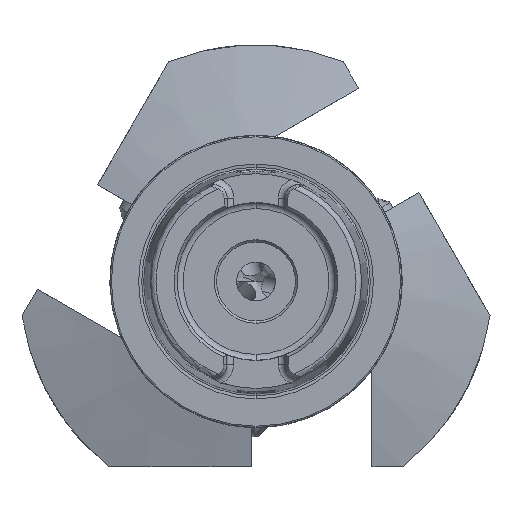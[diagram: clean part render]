
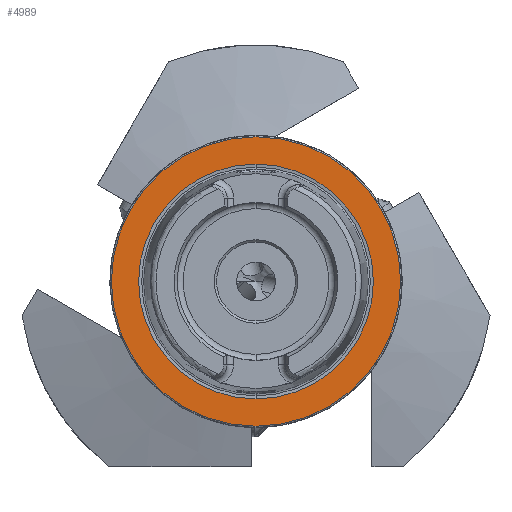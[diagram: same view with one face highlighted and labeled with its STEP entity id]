
A CAD part, left-side view. The second image highlights one B-rep face of the part: STEP entity #4989.
In plain terms, the highlighted planar face has unit normal (-1, 0, 0).
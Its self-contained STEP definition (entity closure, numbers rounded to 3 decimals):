
#221 = CARTESIAN_POINT ( 'NONE',  ( 0., 0., 0. ) ) ;
#222 = DIRECTION ( 'NONE',  ( -1., 0., 0. ) ) ;
#223 = DIRECTION ( 'NONE',  ( 0., 0., 1. ) ) ;
#233 = CARTESIAN_POINT ( 'NONE',  ( 0., 0., 0. ) ) ;
#234 = DIRECTION ( 'NONE',  ( -1., 0., 0. ) ) ;
#235 = DIRECTION ( 'NONE',  ( 0., 0., 1. ) ) ;
#605 = CIRCLE ( 'NONE', #609, 25.324 ) ;
#609 = AXIS2_PLACEMENT_3D ( 'NONE', #221, #222, #223 ) ;
#613 = CIRCLE ( 'NONE', #616, 31.2 ) ;
#616 = AXIS2_PLACEMENT_3D ( 'NONE', #233, #234, #235 ) ;
#1195 = CARTESIAN_POINT ( 'NONE',  ( 0., 0., -25.324 ) ) ;
#1206 = CARTESIAN_POINT ( 'NONE',  ( 0., 0., 25.324 ) ) ;
#1208 = CARTESIAN_POINT ( 'NONE',  ( 0., 0., 31.2 ) ) ;
#1209 = CARTESIAN_POINT ( 'NONE',  ( 0., 0., -31.2 ) ) ;
#3286 = CIRCLE ( 'NONE', #3291, 31.2 ) ;
#3289 = CIRCLE ( 'NONE', #3295, 25.324 ) ;
#3291 = AXIS2_PLACEMENT_3D ( 'NONE', #3851, #3852, #3853 ) ;
#3295 = AXIS2_PLACEMENT_3D ( 'NONE', #3854, #3855, #3856 ) ;
#3851 = CARTESIAN_POINT ( 'NONE',  ( 0., 0., 0. ) ) ;
#3852 = DIRECTION ( 'NONE',  ( -1., 0., 0. ) ) ;
#3853 = DIRECTION ( 'NONE',  ( 0., 0., 1. ) ) ;
#3854 = CARTESIAN_POINT ( 'NONE',  ( 0., 0., 0. ) ) ;
#3855 = DIRECTION ( 'NONE',  ( -1., 0., 0. ) ) ;
#3856 = DIRECTION ( 'NONE',  ( 0., 0., 1. ) ) ;
#4989 = ADVANCED_FACE ( 'NONE', ( #11831, #11836 ), #11837, .F. ) ;
#7729 = AXIS2_PLACEMENT_3D ( 'NONE', #11835, #11833, #11838 ) ;
#9253 = EDGE_CURVE ( 'NONE', #9566, #9569, #605, .T. ) ;
#9257 = EDGE_CURVE ( 'NONE', #9573, #9574, #613, .T. ) ;
#9566 = VERTEX_POINT ( 'NONE', #1195 ) ;
#9569 = VERTEX_POINT ( 'NONE', #1206 ) ;
#9573 = VERTEX_POINT ( 'NONE', #1208 ) ;
#9574 = VERTEX_POINT ( 'NONE', #1209 ) ;
#9684 = EDGE_LOOP ( 'NONE', ( #9858, #9859 ) ) ;
#9695 = EDGE_LOOP ( 'NONE', ( #9856, #9857 ) ) ;
#9856 = ORIENTED_EDGE ( 'NONE', *, *, #10168, .F. ) ;
#9857 = ORIENTED_EDGE ( 'NONE', *, *, #9253, .F. ) ;
#9858 = ORIENTED_EDGE ( 'NONE', *, *, #9257, .T. ) ;
#9859 = ORIENTED_EDGE ( 'NONE', *, *, #10167, .T. ) ;
#10167 = EDGE_CURVE ( 'NONE', #9574, #9573, #3286, .T. ) ;
#10168 = EDGE_CURVE ( 'NONE', #9569, #9566, #3289, .T. ) ;
#11831 = FACE_BOUND ( 'NONE', #9695, .T. ) ;
#11833 = DIRECTION ( 'NONE',  ( 1., 0., 0. ) ) ;
#11835 = CARTESIAN_POINT ( 'NONE',  ( 0., 31.2, 0. ) ) ;
#11836 = FACE_OUTER_BOUND ( 'NONE', #9684, .T. ) ;
#11837 = PLANE ( 'NONE',  #7729 ) ;
#11838 = DIRECTION ( 'NONE',  ( 0., 0., -1. ) ) ;
